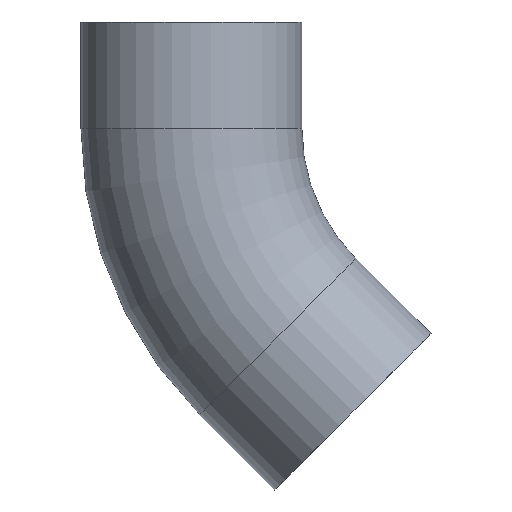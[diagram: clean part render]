
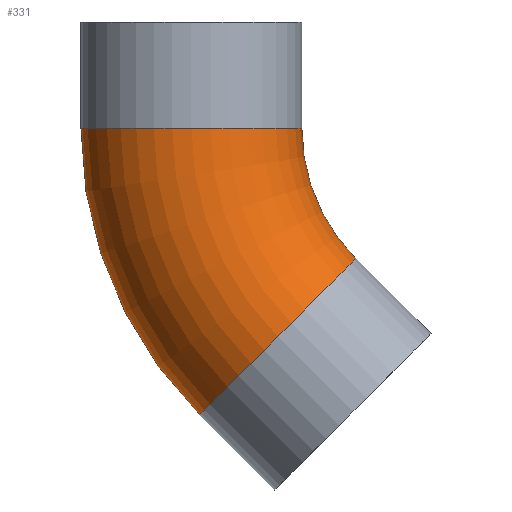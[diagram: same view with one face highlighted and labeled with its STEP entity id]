
A CAD part, front view. The second image highlights one B-rep face of the part: STEP entity #331.
In plain terms, the highlighted toroidal (fillet/blend) face has major radius 152.5 mm and minor radius 57.15 mm.
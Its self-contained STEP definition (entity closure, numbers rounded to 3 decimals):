
#2 = DIRECTION ( 'NONE',  ( 0., 0., 1. ) ) ;
#10 = FACE_OUTER_BOUND ( 'NONE', #89, .T. ) ;
#11 = DIRECTION ( 'NONE',  ( -0.707, 0., 0.707 ) ) ;
#21 = TOROIDAL_SURFACE ( 'NONE', #277, 152.5, 57.15 ) ;
#70 = DIRECTION ( 'NONE',  ( 0., 1., 0. ) ) ;
#80 = CIRCLE ( 'NONE', #374, 57.15 ) ;
#82 = DIRECTION ( 'NONE',  ( 0., 1., 0. ) ) ;
#89 = EDGE_LOOP ( 'NONE', ( #124, #128, #126, #355 ) ) ;
#102 = EDGE_CURVE ( 'NONE', #189, #400, #287, .T. ) ;
#105 = AXIS2_PLACEMENT_3D ( 'NONE', #117, #82, #363 ) ;
#108 = DIRECTION ( 'NONE',  ( 1., 0., 0. ) ) ;
#117 = CARTESIAN_POINT ( 'NONE',  ( 0., 0., 0. ) ) ;
#119 = EDGE_CURVE ( 'NONE', #400, #266, #411, .T. ) ;
#124 = ORIENTED_EDGE ( 'NONE', *, *, #102, .F. ) ;
#126 = ORIENTED_EDGE ( 'NONE', *, *, #370, .T. ) ;
#128 = ORIENTED_EDGE ( 'NONE', *, *, #347, .T. ) ;
#167 = AXIS2_PLACEMENT_3D ( 'NONE', #321, #2, #108 ) ;
#184 = DIRECTION ( 'NONE',  ( 0., 0., 1. ) ) ;
#189 = VERTEX_POINT ( 'NONE', #286 ) ;
#215 = CARTESIAN_POINT ( 'NONE',  ( 0., 0., 0. ) ) ;
#254 = DIRECTION ( 'NONE',  ( 0.707, 0., 0.707 ) ) ;
#263 = CARTESIAN_POINT ( 'NONE',  ( -67.423, 0., -67.423 ) ) ;
#266 = VERTEX_POINT ( 'NONE', #364 ) ;
#277 = AXIS2_PLACEMENT_3D ( 'NONE', #360, #330, #184 ) ;
#286 = CARTESIAN_POINT ( 'NONE',  ( -148.245, 0., -148.245 ) ) ;
#287 = CIRCLE ( 'NONE', #389, 209.65 ) ;
#305 = CIRCLE ( 'NONE', #105, 95.35 ) ;
#321 = CARTESIAN_POINT ( 'NONE',  ( -152.5, 0., 0. ) ) ;
#329 = CARTESIAN_POINT ( 'NONE',  ( -107.834, 0., -107.834 ) ) ;
#330 = DIRECTION ( 'NONE',  ( 0., 1., 0. ) ) ;
#331 = ADVANCED_FACE ( 'NONE', ( #10 ), #21, .T. ) ;
#347 = EDGE_CURVE ( 'NONE', #189, #376, #80, .T. ) ;
#355 = ORIENTED_EDGE ( 'NONE', *, *, #119, .F. ) ;
#356 = DIRECTION ( 'NONE',  ( 0., 0., 1. ) ) ;
#360 = CARTESIAN_POINT ( 'NONE',  ( 0., 0., 0. ) ) ;
#363 = DIRECTION ( 'NONE',  ( 0., 0., 1. ) ) ;
#364 = CARTESIAN_POINT ( 'NONE',  ( -95.35, 0., 0. ) ) ;
#370 = EDGE_CURVE ( 'NONE', #376, #266, #305, .T. ) ;
#374 = AXIS2_PLACEMENT_3D ( 'NONE', #329, #11, #254 ) ;
#376 = VERTEX_POINT ( 'NONE', #263 ) ;
#389 = AXIS2_PLACEMENT_3D ( 'NONE', #215, #70, #356 ) ;
#400 = VERTEX_POINT ( 'NONE', #402 ) ;
#402 = CARTESIAN_POINT ( 'NONE',  ( -209.65, 0., 0. ) ) ;
#411 = CIRCLE ( 'NONE', #167, 57.15 ) ;
